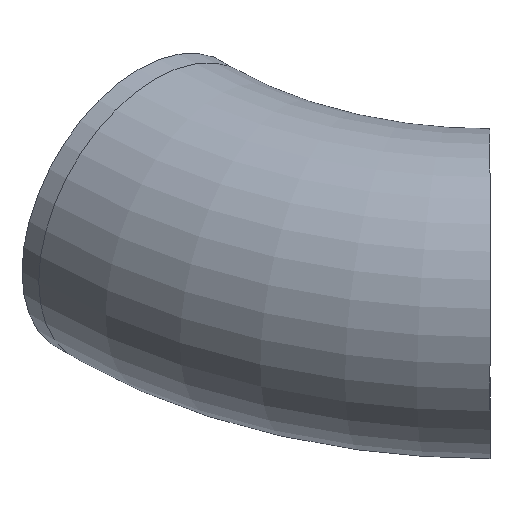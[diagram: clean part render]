
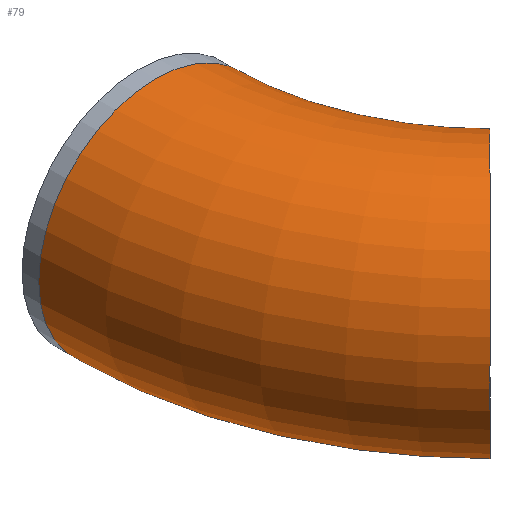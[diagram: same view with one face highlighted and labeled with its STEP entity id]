
A CAD part, isometric view. The second image highlights one B-rep face of the part: STEP entity #79.
In plain terms, the highlighted toroidal (fillet/blend) face has major radius 50.8 mm and minor radius 17.78 mm.
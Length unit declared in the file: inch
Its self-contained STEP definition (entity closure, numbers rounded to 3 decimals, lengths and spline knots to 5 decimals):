
#20=FACE_BOUND('',#35,.T.);
#26=FACE_OUTER_BOUND('',#34,.T.);
#34=EDGE_LOOP('',(#64));
#35=EDGE_LOOP('',(#65));
#45=CIRCLE('',#109,0.7);
#46=CIRCLE('',#110,0.7);
#51=VERTEX_POINT('',#151);
#52=VERTEX_POINT('',#153);
#57=EDGE_CURVE('',#51,#51,#45,.T.);
#58=EDGE_CURVE('',#52,#52,#46,.T.);
#64=ORIENTED_EDGE('',*,*,#57,.T.);
#65=ORIENTED_EDGE('',*,*,#58,.F.);
#73=TOROIDAL_SURFACE('',#108,2.,0.7);
#79=ADVANCED_FACE('',(#26,#20),#73,.T.);
#108=AXIS2_PLACEMENT_3D('',#150,#127,#128);
#109=AXIS2_PLACEMENT_3D('',#152,#129,#130);
#110=AXIS2_PLACEMENT_3D('',#154,#131,#132);
#127=DIRECTION('center_axis',(0.,0.,1.));
#128=DIRECTION('ref_axis',(1.,0.,0.));
#129=DIRECTION('center_axis',(-0.707,0.707,0.));
#130=DIRECTION('ref_axis',(0.707,0.707,0.));
#131=DIRECTION('center_axis',(0.,1.,0.));
#132=DIRECTION('ref_axis',(1.,0.,0.));
#150=CARTESIAN_POINT('Origin',(2.,-0.1,0.));
#151=CARTESIAN_POINT('',(0.09081,-2.00919,0.));
#152=CARTESIAN_POINT('Origin',(0.58579,-1.51421,0.));
#153=CARTESIAN_POINT('',(-0.7,-0.1,0.));
#154=CARTESIAN_POINT('Origin',(0.,-0.1,0.));
